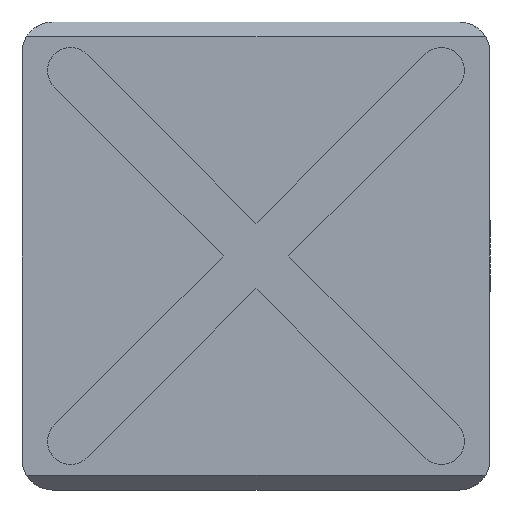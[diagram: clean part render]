
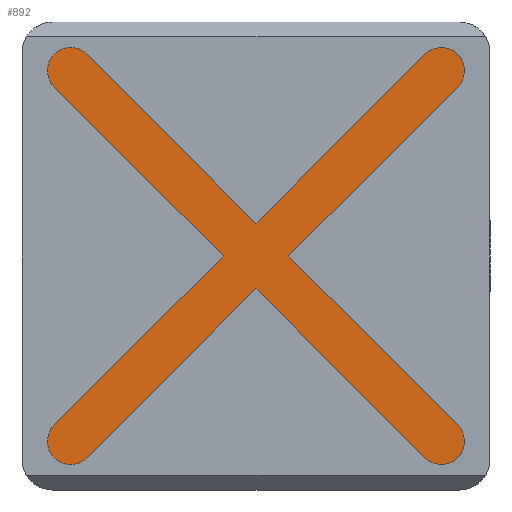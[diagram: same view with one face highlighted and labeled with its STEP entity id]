
A CAD part, front view. The second image highlights one B-rep face of the part: STEP entity #892.
In plain terms, the highlighted face is planar.
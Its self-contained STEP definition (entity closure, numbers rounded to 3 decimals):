
#2 = VECTOR ( 'NONE', #1237, 1000. ) ;
#4 = AXIS2_PLACEMENT_3D ( 'NONE', #460, #561, #1128 ) ;
#7 = LINE ( 'NONE', #250, #752 ) ;
#13 = VECTOR ( 'NONE', #121, 1000. ) ;
#34 = VERTEX_POINT ( 'NONE', #366 ) ;
#50 = VERTEX_POINT ( 'NONE', #935 ) ;
#54 = CIRCLE ( 'NONE', #789, 2.381 ) ;
#84 = DIRECTION ( 'NONE',  ( 0., 0., -1. ) ) ;
#105 = CARTESIAN_POINT ( 'NONE',  ( -19.05, -19.05, 0.762 ) ) ;
#116 = ORIENTED_EDGE ( 'NONE', *, *, #518, .T. ) ;
#121 = DIRECTION ( 'NONE',  ( -0.707, -0.707, 0. ) ) ;
#139 = EDGE_CURVE ( 'NONE', #856, #269, #1315, .T. ) ;
#141 = EDGE_CURVE ( 'NONE', #395, #50, #1291, .T. ) ;
#155 = ORIENTED_EDGE ( 'NONE', *, *, #139, .T. ) ;
#156 = CARTESIAN_POINT ( 'NONE',  ( 3.368, 0., 0.762 ) ) ;
#165 = ORIENTED_EDGE ( 'NONE', *, *, #613, .T. ) ;
#192 = AXIS2_PLACEMENT_3D ( 'NONE', #900, #1137, #1458 ) ;
#200 = CARTESIAN_POINT ( 'NONE',  ( -17.366, 20.734, 0.762 ) ) ;
#203 = LINE ( 'NONE', #1120, #1383 ) ;
#212 = PLANE ( 'NONE',  #1167 ) ;
#223 = EDGE_CURVE ( 'NONE', #269, #34, #54, .T. ) ;
#243 = CARTESIAN_POINT ( 'NONE',  ( 0., -3.368, 0.762 ) ) ;
#250 = CARTESIAN_POINT ( 'NONE',  ( -1.684, 1.684, 0.762 ) ) ;
#253 = EDGE_CURVE ( 'NONE', #50, #716, #763, .T. ) ;
#261 = CARTESIAN_POINT ( 'NONE',  ( 19.05, -19.05, 0.762 ) ) ;
#268 = AXIS2_PLACEMENT_3D ( 'NONE', #105, #451, #655 ) ;
#269 = VERTEX_POINT ( 'NONE', #1018 ) ;
#282 = ORIENTED_EDGE ( 'NONE', *, *, #926, .T. ) ;
#291 = DIRECTION ( 'NONE',  ( 0., 0., -1. ) ) ;
#309 = ORIENTED_EDGE ( 'NONE', *, *, #446, .F. ) ;
#320 = ORIENTED_EDGE ( 'NONE', *, *, #909, .T. ) ;
#323 = EDGE_CURVE ( 'NONE', #842, #1208, #662, .T. ) ;
#346 = DIRECTION ( 'NONE',  ( -1., 0., 0. ) ) ;
#349 = VERTEX_POINT ( 'NONE', #771 ) ;
#366 = CARTESIAN_POINT ( 'NONE',  ( -21.431, 19.05, 0.762 ) ) ;
#373 = ORIENTED_EDGE ( 'NONE', *, *, #1129, .T. ) ;
#374 = DIRECTION ( 'NONE',  ( -0.707, -0.707, 0. ) ) ;
#395 = VERTEX_POINT ( 'NONE', #579 ) ;
#397 = AXIS2_PLACEMENT_3D ( 'NONE', #866, #1202, #740 ) ;
#398 = CARTESIAN_POINT ( 'NONE',  ( 20.734, -17.366, 0.762 ) ) ;
#446 = EDGE_CURVE ( 'NONE', #1211, #349, #203, .T. ) ;
#451 = DIRECTION ( 'NONE',  ( 0., 0., -1. ) ) ;
#458 = DIRECTION ( 'NONE',  ( -1., 0., 0. ) ) ;
#460 = CARTESIAN_POINT ( 'NONE',  ( -19.05, 19.05, 0.762 ) ) ;
#470 = CARTESIAN_POINT ( 'NONE',  ( 20.734, 17.366, 0.762 ) ) ;
#498 = LINE ( 'NONE', #1173, #1213 ) ;
#517 = CARTESIAN_POINT ( 'NONE',  ( -19.05, 19.05, 0.762 ) ) ;
#518 = EDGE_CURVE ( 'NONE', #1211, #620, #859, .T. ) ;
#533 = VECTOR ( 'NONE', #886, 1000. ) ;
#537 = ORIENTED_EDGE ( 'NONE', *, *, #223, .T. ) ;
#539 = CARTESIAN_POINT ( 'NONE',  ( -1.684, -1.684, 0.762 ) ) ;
#545 = LINE ( 'NONE', #539, #533 ) ;
#561 = DIRECTION ( 'NONE',  ( 0., 0., -1. ) ) ;
#579 = CARTESIAN_POINT ( 'NONE',  ( -17.366, -20.734, 0.762 ) ) ;
#613 = EDGE_CURVE ( 'NONE', #620, #1208, #1045, .T. ) ;
#620 = VERTEX_POINT ( 'NONE', #470 ) ;
#638 = ORIENTED_EDGE ( 'NONE', *, *, #141, .T. ) ;
#655 = DIRECTION ( 'NONE',  ( -1., 0., 0. ) ) ;
#662 = LINE ( 'NONE', #1123, #2 ) ;
#669 = EDGE_CURVE ( 'NONE', #349, #986, #498, .T. ) ;
#671 = CARTESIAN_POINT ( 'NONE',  ( 17.366, -20.734, 0.762 ) ) ;
#687 = ORIENTED_EDGE ( 'NONE', *, *, #1411, .T. ) ;
#695 = CARTESIAN_POINT ( 'NONE',  ( 1.684, -1.684, 0.762 ) ) ;
#706 = VERTEX_POINT ( 'NONE', #243 ) ;
#708 = DIRECTION ( 'NONE',  ( -0.707, -0.707, 0. ) ) ;
#716 = VERTEX_POINT ( 'NONE', #814 ) ;
#740 = DIRECTION ( 'NONE',  ( -1., 0., 0. ) ) ;
#752 = VECTOR ( 'NONE', #374, 1000. ) ;
#759 = ORIENTED_EDGE ( 'NONE', *, *, #669, .F. ) ;
#760 = FACE_OUTER_BOUND ( 'NONE', #1165, .T. ) ;
#763 = CIRCLE ( 'NONE', #268, 2.381 ) ;
#771 = CARTESIAN_POINT ( 'NONE',  ( 0., 3.368, 0.762 ) ) ;
#789 = AXIS2_PLACEMENT_3D ( 'NONE', #517, #291, #346 ) ;
#814 = CARTESIAN_POINT ( 'NONE',  ( -20.734, -17.366, 0.762 ) ) ;
#826 = ORIENTED_EDGE ( 'NONE', *, *, #253, .T. ) ;
#842 = VERTEX_POINT ( 'NONE', #398 ) ;
#848 = CARTESIAN_POINT ( 'NONE',  ( 17.366, 20.734, 0.762 ) ) ;
#854 = DIRECTION ( 'NONE',  ( -0.707, 0.707, 0. ) ) ;
#856 = VERTEX_POINT ( 'NONE', #1430 ) ;
#859 = CIRCLE ( 'NONE', #192, 2.381 ) ;
#863 = ORIENTED_EDGE ( 'NONE', *, *, #323, .F. ) ;
#866 = CARTESIAN_POINT ( 'NONE',  ( -19.05, -19.05, 0.762 ) ) ;
#877 = DIRECTION ( 'NONE',  ( -0.707, -0.707, 0. ) ) ;
#886 = DIRECTION ( 'NONE',  ( -0.707, 0.707, 0. ) ) ;
#892 = ADVANCED_FACE ( 'NONE', ( #760 ), #212, .T. ) ;
#900 = CARTESIAN_POINT ( 'NONE',  ( 19.05, 19.05, 0.762 ) ) ;
#906 = CIRCLE ( 'NONE', #4, 2.381 ) ;
#908 = VECTOR ( 'NONE', #854, 1000. ) ;
#909 = EDGE_CURVE ( 'NONE', #1306, #706, #545, .T. ) ;
#926 = EDGE_CURVE ( 'NONE', #34, #986, #906, .T. ) ;
#935 = CARTESIAN_POINT ( 'NONE',  ( -21.431, -19.05, 0.762 ) ) ;
#986 = VERTEX_POINT ( 'NONE', #200 ) ;
#998 = CARTESIAN_POINT ( 'NONE',  ( 0., 0., 0.762 ) ) ;
#1018 = CARTESIAN_POINT ( 'NONE',  ( -20.734, 17.366, 0.762 ) ) ;
#1045 = LINE ( 'NONE', #1051, #1263 ) ;
#1051 = CARTESIAN_POINT ( 'NONE',  ( 1.684, -1.684, 0.762 ) ) ;
#1120 = CARTESIAN_POINT ( 'NONE',  ( -1.684, 1.684, 0.762 ) ) ;
#1123 = CARTESIAN_POINT ( 'NONE',  ( 1.684, 1.684, 0.762 ) ) ;
#1128 = DIRECTION ( 'NONE',  ( -1., 0., 0. ) ) ;
#1129 = EDGE_CURVE ( 'NONE', #842, #1306, #1345, .T. ) ;
#1134 = DIRECTION ( 'NONE',  ( 0., 0., -1. ) ) ;
#1137 = DIRECTION ( 'NONE',  ( 0., 0., -1. ) ) ;
#1145 = EDGE_CURVE ( 'NONE', #856, #716, #7, .T. ) ;
#1165 = EDGE_LOOP ( 'NONE', ( #309, #116, #165, #863, #373, #320, #687, #638, #826, #1186, #155, #537, #282, #759 ) ) ;
#1167 = AXIS2_PLACEMENT_3D ( 'NONE', #998, #84, #1321 ) ;
#1173 = CARTESIAN_POINT ( 'NONE',  ( 1.684, 1.684, 0.762 ) ) ;
#1186 = ORIENTED_EDGE ( 'NONE', *, *, #1145, .F. ) ;
#1202 = DIRECTION ( 'NONE',  ( 0., 0., -1. ) ) ;
#1208 = VERTEX_POINT ( 'NONE', #156 ) ;
#1211 = VERTEX_POINT ( 'NONE', #848 ) ;
#1213 = VECTOR ( 'NONE', #1397, 1000. ) ;
#1237 = DIRECTION ( 'NONE',  ( -0.707, 0.707, 0. ) ) ;
#1263 = VECTOR ( 'NONE', #708, 1000. ) ;
#1275 = LINE ( 'NONE', #695, #13 ) ;
#1291 = CIRCLE ( 'NONE', #397, 2.381 ) ;
#1306 = VERTEX_POINT ( 'NONE', #671 ) ;
#1315 = LINE ( 'NONE', #1427, #908 ) ;
#1321 = DIRECTION ( 'NONE',  ( -1., 0., 0. ) ) ;
#1345 = CIRCLE ( 'NONE', #1435, 2.381 ) ;
#1383 = VECTOR ( 'NONE', #877, 1000. ) ;
#1397 = DIRECTION ( 'NONE',  ( -0.707, 0.707, 0. ) ) ;
#1411 = EDGE_CURVE ( 'NONE', #706, #395, #1275, .T. ) ;
#1427 = CARTESIAN_POINT ( 'NONE',  ( -1.684, -1.684, 0.762 ) ) ;
#1430 = CARTESIAN_POINT ( 'NONE',  ( -3.368, 0., 0.762 ) ) ;
#1435 = AXIS2_PLACEMENT_3D ( 'NONE', #261, #1134, #458 ) ;
#1458 = DIRECTION ( 'NONE',  ( -1., 0., 0. ) ) ;
